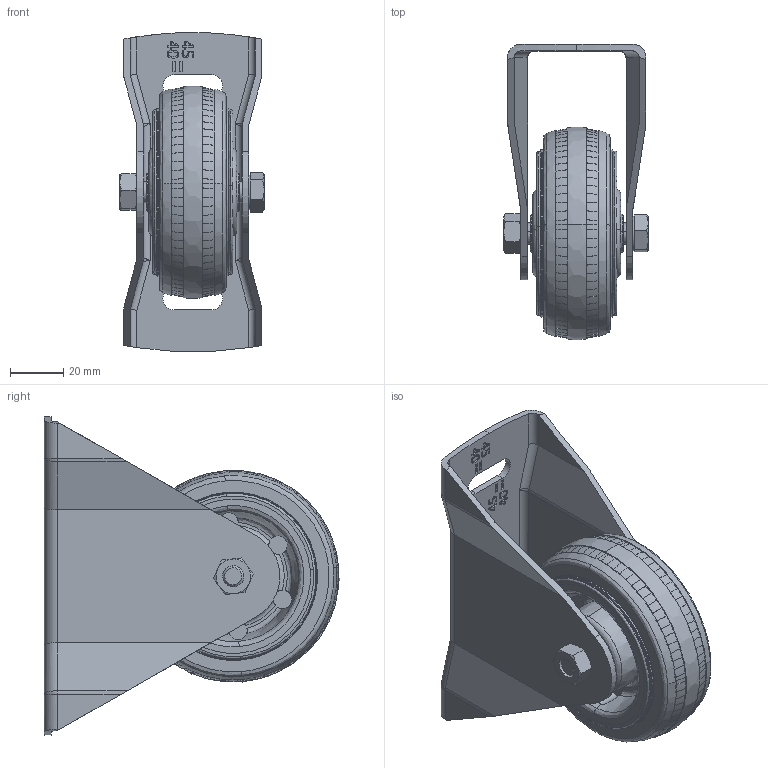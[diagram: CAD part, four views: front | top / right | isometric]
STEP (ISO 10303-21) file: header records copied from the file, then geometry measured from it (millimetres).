
FILE_DESCRIPTION (( 'STEP AP214' ), '1' );
FILE_NAME ('098F080G4045N.step', '2020-01-15T09:08:02', ( '' ), ( '' ), 'SwSTEP 2.0', 'SolidWorks 2019', '' );
FILE_SCHEMA (( 'AUTOMOTIVE_DESIGN' ));
Length unit declared in the file: millimetre
Products named in the file (5): 098F080G4045N; 4DIN931M08048MS01; VPA_80_8K_105049-214_selction no pls; 4DIN934M08M; 098F___4045 a.Tab_098F0804045
Assembly tree (4 placements, depth 2):
  098F080G4045N
    4DIN931M08048MS01
    4DIN934M08M
    098F___4045 a.Tab_098F0804045
    VPA_80_8K_105049-214_selction no pls
Bounding box: 54.2 x 110.95 x 119.82 mm (x, y, z)
Volume: 160284.9 mm3; surface area: 61389.6 mm2
Topology: 4 solids, 5 shells, 762 faces, 2086 edges, 1362 vertices
Faces by surface type: plane 303, torus 157, bspline 140, cylinder 105, cone 53, sphere 4
Entity records: 36186 total; most frequent: CARTESIAN_POINT 11958, ORIENTED_EDGE 4154, DIRECTION 3849, EDGE_CURVE 2077, AXIS2_PLACEMENT_3D 1535, VERTEX_POINT 1362, CIRCLE 906, EDGE_LOOP 811
